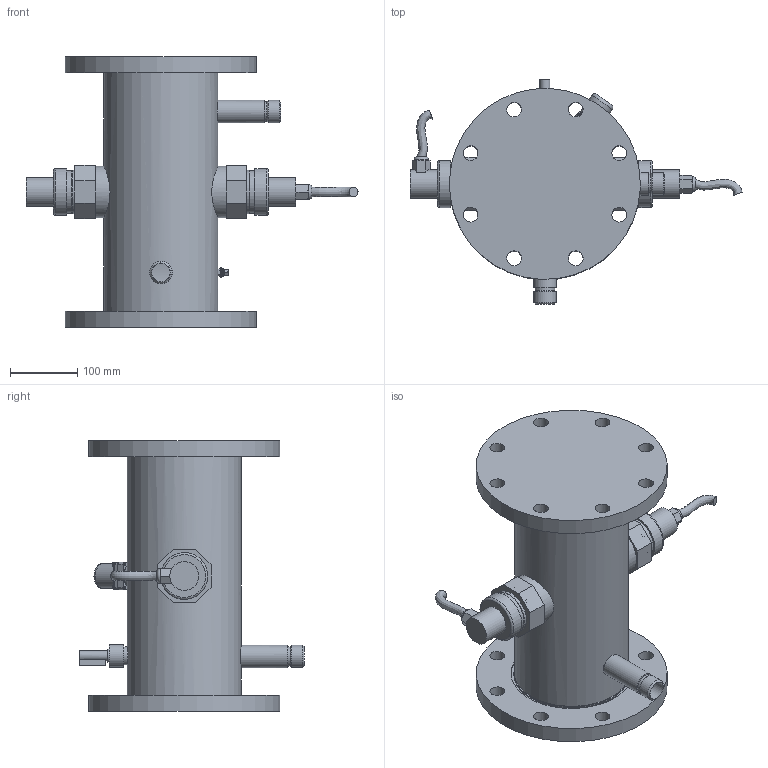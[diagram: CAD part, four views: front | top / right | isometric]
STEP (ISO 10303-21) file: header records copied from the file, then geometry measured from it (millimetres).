
FILE_DESCRIPTION (( 'STEP AP203' ), '1' );
FILE_NAME ('ÓÔÌ.10.000.00.000ÑÁ Óñòàíîâêà ÓÔ-îáðàáîòêè âîäû UVM-1000.STEP', '2025-01-13T11:39:15', ( '' ), ( '' ), 'SwSTEP 2.0', 'SolidWorks 2022', '' );
FILE_SCHEMA (( 'CONFIG_CONTROL_DESIGN' ));
Length unit declared in the file: millimetre
Products named in the file (1): УФМ.10.000.00.000СБ Установка УФ-обработки воды UVM-1000
Bounding box: 495.18 x 334.92 x 404 mm (x, y, z)
Volume: 11986308.6 mm3; surface area: 612391.2 mm2
Topology: 5 solids, 15 shells, 373 faces, 824 edges, 535 vertices
Faces by surface type: plane 205, cylinder 129, cone 27, torus 10, bspline 2
Full cylindrical faces by diameter (mm): 3.02 x4, 3.3 x5, 4 x4, 4.5 x8, 5 x1, 5.2 x1, 6 x1, 6.4 x2, 7.1 x1, 7.5 x4, 10.1 x1, 11.8 x1, 12 x3, 14.2 x1, 15 x2, 20 x1, 22 x16, 26.4 x1, 26.9 x1, 27.7 x2, 29.5 x2, 33.249 x2, 33.7 x2, 34 x1, 37 x2, 38 x2, 38.5 x1, 43 x2, 64 x6, 65 x2
Entity records: 10792 total; most frequent: CARTESIAN_POINT 3195, DIRECTION 1602, ORIENTED_EDGE 1242, AXIS2_PLACEMENT_3D 669, EDGE_LOOP 630, EDGE_CURVE 621, FACE_OUTER_BOUND 488, VERTEX_POINT 477
